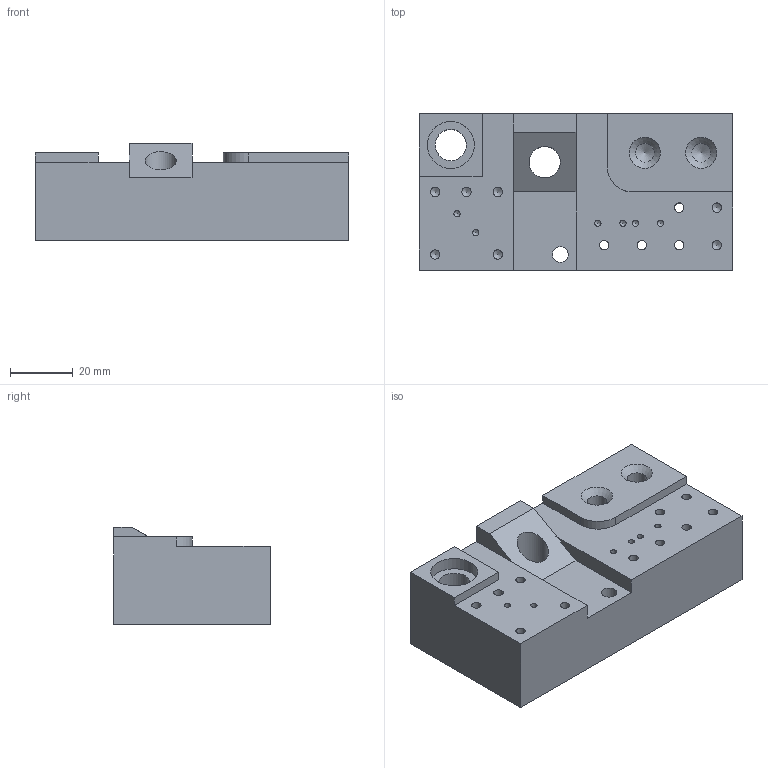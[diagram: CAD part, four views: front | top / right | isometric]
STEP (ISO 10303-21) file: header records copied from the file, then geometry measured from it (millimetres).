
FILE_DESCRIPTION(/* description */ (''),/* implementation_level */ '2;1');
FILE_NAME(/* name */ 'model1.stp',/* time_stamp */ '2017-09-14T13:15:33+09:00',/* author */ (''),/* organization */ (''),/* preprocessor_version */ 'ST-DEVELOPER v16',/* originating_system */ 'SIEMENS PLM Software NX 10.0',/* authorisation */ '');
FILE_SCHEMA (('CONFIG_CONTROL_DESIGN'));
Length unit declared in the file: millimetre
Products named in the file (1): model1
Bounding box: 100 x 50 x 31 mm (x, y, z)
Volume: 119548.5 mm3; surface area: 23232.9 mm2
Topology: 1 solids, 1 shells, 64 faces, 177 edges, 117 vertices
Faces by surface type: cylinder 25, plane 22, cone 17
Full cylindrical faces by diameter (mm): 2 x6, 3 x11, 5 x2, 6 x2, 10 x2, 15 x1
Entity records: 1737 total; most frequent: DIRECTION 287, CARTESIAN_POINT 271, ORIENTED_EDGE 210, FACE_BOUND 121, EDGE_LOOP 121, AXIS2_PLACEMENT_3D 117, EDGE_CURVE 105, VERTEX_POINT 101
